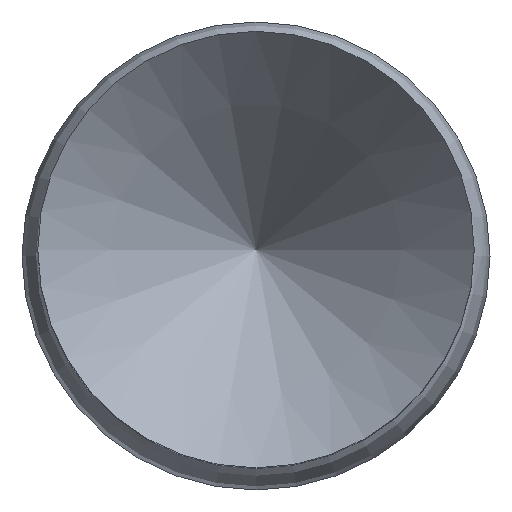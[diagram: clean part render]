
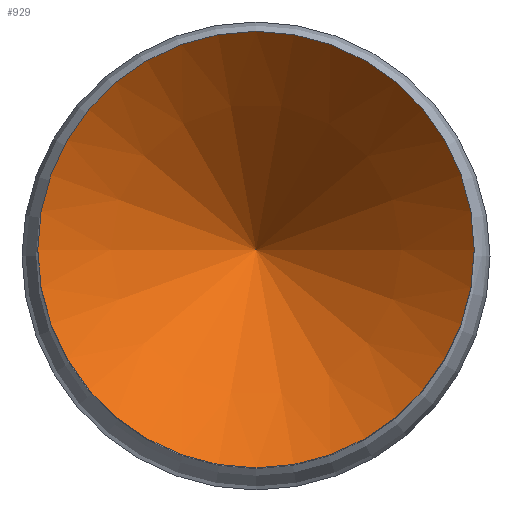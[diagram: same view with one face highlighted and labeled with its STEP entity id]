
A CAD part, top view. The second image highlights one B-rep face of the part: STEP entity #929.
In plain terms, the highlighted conical face has half-angle 45 degrees and reference radius 2 mm.
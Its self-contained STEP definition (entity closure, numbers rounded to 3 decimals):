
#845 = EDGE_CURVE('',#846,#846,#848,.T.);
#846 = VERTEX_POINT('',#847);
#847 = CARTESIAN_POINT('',(0.9,0.,33.15));
#848 = SURFACE_CURVE('',#849,(#854,#866),.PCURVE_S1.);
#849 = CIRCLE('',#850,0.9);
#850 = AXIS2_PLACEMENT_3D('',#851,#852,#853);
#851 = CARTESIAN_POINT('',(0.,0.,33.15));
#852 = DIRECTION('',(-0.,0.,1.));
#853 = DIRECTION('',(0.,-1.,0.));
#854 = PCURVE('',#855,#860);
#855 = CYLINDRICAL_SURFACE('',#856,0.9);
#856 = AXIS2_PLACEMENT_3D('',#857,#858,#859);
#857 = CARTESIAN_POINT('',(0.,0.,31.35));
#858 = DIRECTION('',(0.,0.,1.));
#859 = DIRECTION('',(1.,0.,0.));
#860 = DEFINITIONAL_REPRESENTATION('',(#861),#865);
#861 = LINE('',#862,#863);
#862 = CARTESIAN_POINT('',(-1.571,1.8));
#863 = VECTOR('',#864,1.);
#864 = DIRECTION('',(1.,0.));
#865 = ( GEOMETRIC_REPRESENTATION_CONTEXT(2) 
PARAMETRIC_REPRESENTATION_CONTEXT() REPRESENTATION_CONTEXT('2D SPACE',''
  ) );
#866 = PCURVE('',#867,#872);
#867 = CONICAL_SURFACE('',#868,2.,0.785);
#868 = AXIS2_PLACEMENT_3D('',#869,#870,#871);
#869 = CARTESIAN_POINT('',(0.,0.,34.25));
#870 = DIRECTION('',(0.,0.,1.));
#871 = DIRECTION('',(1.,0.,0.));
#872 = DEFINITIONAL_REPRESENTATION('',(#873),#877);
#873 = LINE('',#874,#875);
#874 = CARTESIAN_POINT('',(-1.571,-1.1));
#875 = VECTOR('',#876,1.);
#876 = DIRECTION('',(1.,-0.));
#877 = ( GEOMETRIC_REPRESENTATION_CONTEXT(2) 
PARAMETRIC_REPRESENTATION_CONTEXT() REPRESENTATION_CONTEXT('2D SPACE',''
  ) );
#929 = ADVANCED_FACE('',(#930),#867,.F.);
#930 = FACE_BOUND('',#931,.T.);
#931 = EDGE_LOOP('',(#932,#955,#956));
#932 = ORIENTED_EDGE('',*,*,#933,.T.);
#933 = EDGE_CURVE('',#846,#934,#936,.T.);
#934 = VERTEX_POINT('',#935);
#935 = CARTESIAN_POINT('',(0.,0.,32.25)
  );
#936 = SEAM_CURVE('',#937,(#941,#948),.PCURVE_S1.);
#937 = LINE('',#938,#939);
#938 = CARTESIAN_POINT('',(2.,0.,34.25));
#939 = VECTOR('',#940,1.);
#940 = DIRECTION('',(-0.707,0.,-0.707)
  );
#941 = PCURVE('',#867,#942);
#942 = DEFINITIONAL_REPRESENTATION('',(#943),#947);
#943 = LINE('',#944,#945);
#944 = CARTESIAN_POINT('',(6.283,0.));
#945 = VECTOR('',#946,1.);
#946 = DIRECTION('',(0.,-1.));
#947 = ( GEOMETRIC_REPRESENTATION_CONTEXT(2) 
PARAMETRIC_REPRESENTATION_CONTEXT() REPRESENTATION_CONTEXT('2D SPACE',''
  ) );
#948 = PCURVE('',#867,#949);
#949 = DEFINITIONAL_REPRESENTATION('',(#950),#954);
#950 = LINE('',#951,#952);
#951 = CARTESIAN_POINT('',(-0.,0.));
#952 = VECTOR('',#953,1.);
#953 = DIRECTION('',(0.,-1.));
#954 = ( GEOMETRIC_REPRESENTATION_CONTEXT(2) 
PARAMETRIC_REPRESENTATION_CONTEXT() REPRESENTATION_CONTEXT('2D SPACE',''
  ) );
#955 = ORIENTED_EDGE('',*,*,#933,.F.);
#956 = ORIENTED_EDGE('',*,*,#845,.T.);
